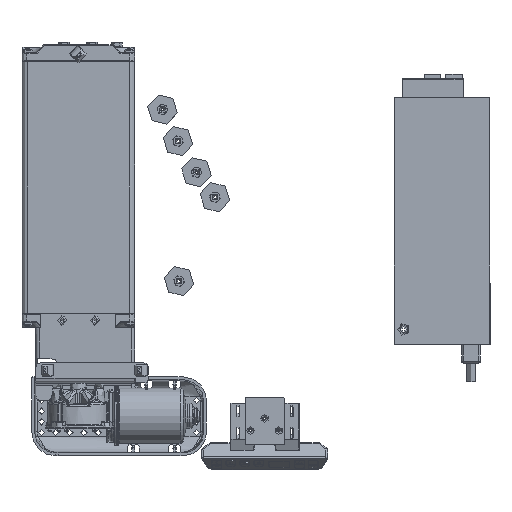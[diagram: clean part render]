
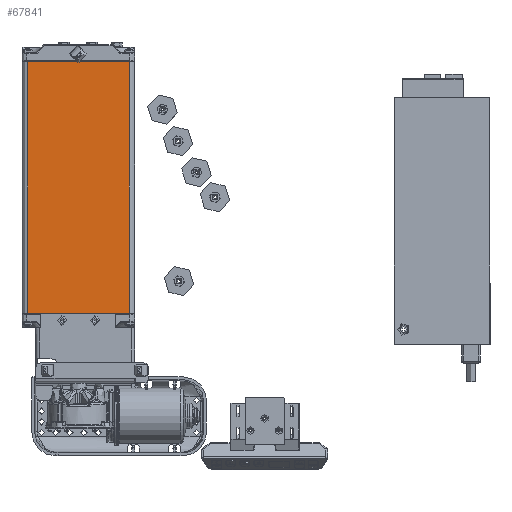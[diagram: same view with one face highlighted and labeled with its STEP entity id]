
A CAD part, top view. The second image highlights one B-rep face of the part: STEP entity #67841.
In plain terms, the highlighted planar face has unit normal (0, 0, 1).
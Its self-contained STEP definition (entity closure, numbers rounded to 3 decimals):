
#7649=PLANE('',#72785);
#8750=FACE_OUTER_BOUND('',#12904,.T.);
#12904=EDGE_LOOP('',(#46031,#46032,#46033,#46034));
#17467=LINE('',#99182,#21625);
#17468=LINE('',#99184,#21626);
#17469=LINE('',#99186,#21627);
#17470=LINE('',#99187,#21628);
#21625=VECTOR('',#80242,267.5);
#21626=VECTOR('',#80243,108.);
#21627=VECTOR('',#80244,267.5);
#21628=VECTOR('',#80245,108.);
#29360=VERTEX_POINT('',#99180);
#29361=VERTEX_POINT('',#99181);
#29362=VERTEX_POINT('',#99183);
#29363=VERTEX_POINT('',#99185);
#35723=EDGE_CURVE('',#29360,#29361,#17467,.F.);
#35724=EDGE_CURVE('',#29361,#29362,#17468,.T.);
#35725=EDGE_CURVE('',#29362,#29363,#17469,.T.);
#35726=EDGE_CURVE('',#29363,#29360,#17470,.F.);
#46031=ORIENTED_EDGE('',*,*,#35723,.T.);
#46032=ORIENTED_EDGE('',*,*,#35724,.T.);
#46033=ORIENTED_EDGE('',*,*,#35725,.T.);
#46034=ORIENTED_EDGE('',*,*,#35726,.T.);
#67841=ADVANCED_FACE('',(#8750),#7649,.T.);
#72785=AXIS2_PLACEMENT_3D('',#99179,#80240,#80241);
#80240=DIRECTION('center_axis',(0.,0.,1.));
#80241=DIRECTION('ref_axis',(1.,0.,0.));
#80242=DIRECTION('',(0.,-1.,0.));
#80243=DIRECTION('',(-1.,0.,0.));
#80244=DIRECTION('',(0.,-1.,0.));
#80245=DIRECTION('',(-1.,0.,0.));
#99179=CARTESIAN_POINT('Origin',(60.,268.5,30.));
#99180=CARTESIAN_POINT('',(54.,0.5,30.));
#99181=CARTESIAN_POINT('',(54.,268.,30.));
#99182=CARTESIAN_POINT('',(54.,268.,30.));
#99183=CARTESIAN_POINT('',(-54.,268.,30.));
#99184=CARTESIAN_POINT('',(54.,268.,30.));
#99185=CARTESIAN_POINT('',(-54.,0.5,30.));
#99186=CARTESIAN_POINT('',(-54.,268.,30.));
#99187=CARTESIAN_POINT('',(54.,0.5,30.));
